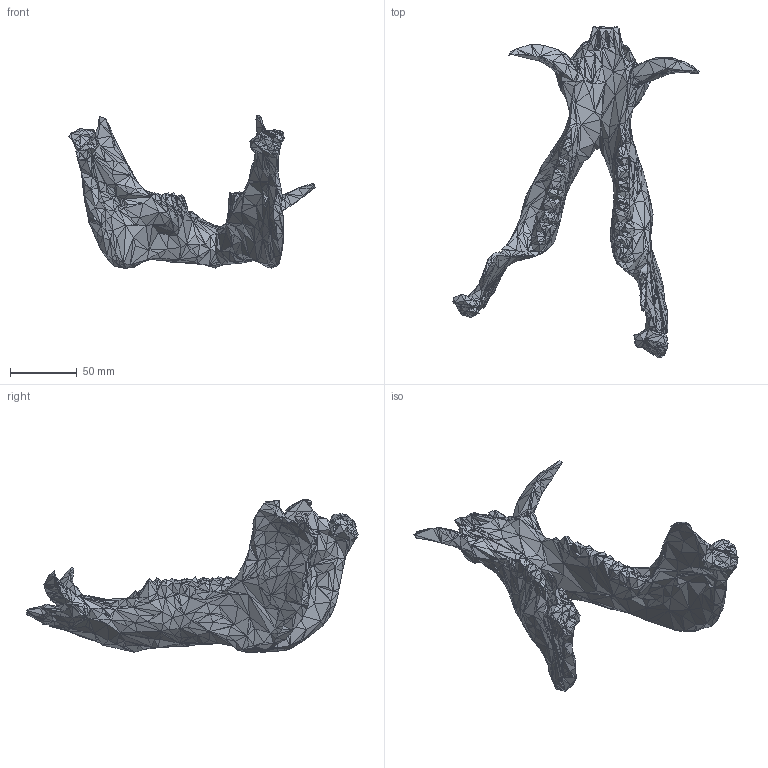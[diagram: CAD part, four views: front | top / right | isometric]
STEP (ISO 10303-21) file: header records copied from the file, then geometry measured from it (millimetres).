
FILE_DESCRIPTION(('FreeCAD Model'),'2;1');
FILE_NAME('Open CASCADE Shape Model','2024-07-07T19:04:21',(''),(''), 'Open CASCADE STEP processor 7.6','FreeCAD','Unknown');
FILE_SCHEMA(('AUTOMOTIVE_DESIGN { 1 0 10303 214 1 1 1 1 }'));
Products named in the file (1): fossilised_pig_jaw
Bounding box: 184.28 x 248.55 x 114.96 mm (x, y, z)
Surface area: 67109.6 mm2 (no closed solid volume)
Topology: 0 solids, 16 shells, 3000 faces, 4491 edges, 1512 vertices
Faces by surface type: plane 3000
Entity records: 58575 total; most frequent: DIRECTION 10493, CARTESIAN_POINT 9004, ORIENTED_EDGE 9000, EDGE_CURVE 4491, LINE 4491, VECTOR 4491, AXIS2_PLACEMENT_3D 3001, ADVANCED_FACE 3000
